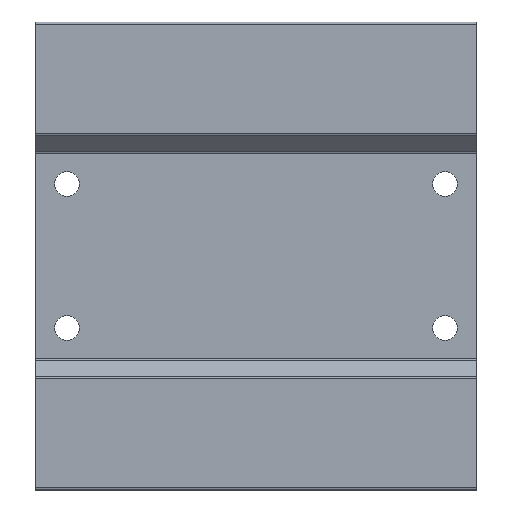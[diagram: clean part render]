
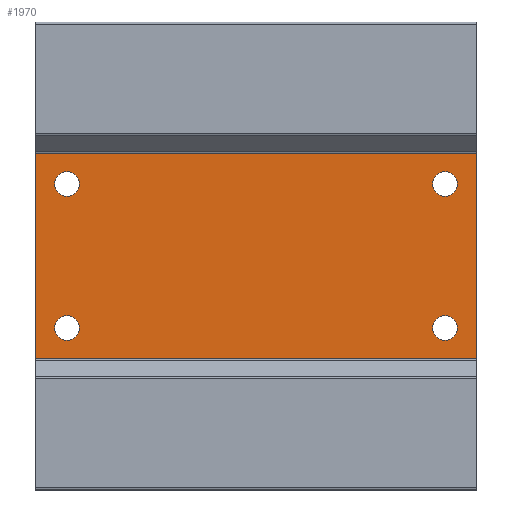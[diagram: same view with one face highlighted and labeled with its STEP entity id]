
A CAD part, front view. The second image highlights one B-rep face of the part: STEP entity #1970.
In plain terms, the highlighted planar face has unit normal (0, -1, 0).
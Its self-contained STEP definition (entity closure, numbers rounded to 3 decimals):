
#18 = EDGE_CURVE ( 'NONE', #2123, #1235, #875, .T. ) ;
#86 = DIRECTION ( 'NONE',  ( 0., 0., 1. ) ) ;
#133 = DIRECTION ( 'NONE',  ( 0., 1., 0. ) ) ;
#168 = VECTOR ( 'NONE', #565, 1000. ) ;
#187 = AXIS2_PLACEMENT_3D ( 'NONE', #2278, #926, #2509 ) ;
#252 = VERTEX_POINT ( 'NONE', #826 ) ;
#256 = CARTESIAN_POINT ( 'NONE',  ( -42., -15., -16. ) ) ;
#273 = DIRECTION ( 'NONE',  ( 0., 1., 0. ) ) ;
#404 = CARTESIAN_POINT ( 'NONE',  ( 49., -15., 23. ) ) ;
#408 = AXIS2_PLACEMENT_3D ( 'NONE', #256, #1860, #485 ) ;
#411 = DIRECTION ( 'NONE',  ( 0., 0., 1. ) ) ;
#431 = VERTEX_POINT ( 'NONE', #1197 ) ;
#449 = CARTESIAN_POINT ( 'NONE',  ( -49., -15., 23. ) ) ;
#451 = FACE_BOUND ( 'NONE', #1701, .T. ) ;
#471 = EDGE_CURVE ( 'NONE', #252, #1910, #2154, .T. ) ;
#485 = DIRECTION ( 'NONE',  ( 0., 0., 1. ) ) ;
#522 = DIRECTION ( 'NONE',  ( 0., 0., 1. ) ) ;
#565 = DIRECTION ( 'NONE',  ( -1., 0., 0. ) ) ;
#599 = CIRCLE ( 'NONE', #187, 2.75 ) ;
#650 = AXIS2_PLACEMENT_3D ( 'NONE', #1181, #1224, #522 ) ;
#730 = CARTESIAN_POINT ( 'NONE',  ( 42., -15., -13.25 ) ) ;
#761 = VERTEX_POINT ( 'NONE', #2791 ) ;
#803 = CARTESIAN_POINT ( 'NONE',  ( -49., -15., 22.793 ) ) ;
#813 = EDGE_CURVE ( 'NONE', #1235, #2123, #2587, .T. ) ;
#821 = VECTOR ( 'NONE', #411, 1000. ) ;
#825 = CARTESIAN_POINT ( 'NONE',  ( -42., -15., 16. ) ) ;
#826 = CARTESIAN_POINT ( 'NONE',  ( -42., -15., -13.25 ) ) ;
#831 = ORIENTED_EDGE ( 'NONE', *, *, #2971, .T. ) ;
#875 = CIRCLE ( 'NONE', #1243, 2.75 ) ;
#879 = CARTESIAN_POINT ( 'NONE',  ( 42., -15., -16. ) ) ;
#882 = CARTESIAN_POINT ( 'NONE',  ( 49., -15., -22.793 ) ) ;
#926 = DIRECTION ( 'NONE',  ( 0., 1., 0. ) ) ;
#933 = PLANE ( 'NONE',  #970 ) ;
#970 = AXIS2_PLACEMENT_3D ( 'NONE', #449, #2519, #1164 ) ;
#1002 = FACE_BOUND ( 'NONE', #2004, .T. ) ;
#1062 = DIRECTION ( 'NONE',  ( 0., 0., 1. ) ) ;
#1070 = DIRECTION ( 'NONE',  ( 0., 0., 1. ) ) ;
#1102 = DIRECTION ( 'NONE',  ( 0., 0., 1. ) ) ;
#1120 = ORIENTED_EDGE ( 'NONE', *, *, #1844, .T. ) ;
#1164 = DIRECTION ( 'NONE',  ( 0., 0., 1. ) ) ;
#1181 = CARTESIAN_POINT ( 'NONE',  ( -42., -15., -16. ) ) ;
#1197 = CARTESIAN_POINT ( 'NONE',  ( -49., -15., -22.793 ) ) ;
#1224 = DIRECTION ( 'NONE',  ( 0., 1., 0. ) ) ;
#1228 = ORIENTED_EDGE ( 'NONE', *, *, #2309, .T. ) ;
#1235 = VERTEX_POINT ( 'NONE', #1742 ) ;
#1243 = AXIS2_PLACEMENT_3D ( 'NONE', #2127, #2112, #2094 ) ;
#1292 = LINE ( 'NONE', #882, #2421 ) ;
#1297 = CIRCLE ( 'NONE', #2169, 2.75 ) ;
#1305 = EDGE_CURVE ( 'NONE', #431, #1655, #2033, .T. ) ;
#1326 = CIRCLE ( 'NONE', #1581, 2.75 ) ;
#1341 = EDGE_LOOP ( 'NONE', ( #1703, #831 ) ) ;
#1353 = EDGE_CURVE ( 'NONE', #761, #2614, #1297, .T. ) ;
#1378 = ORIENTED_EDGE ( 'NONE', *, *, #1305, .F. ) ;
#1406 = LINE ( 'NONE', #2870, #168 ) ;
#1433 = VERTEX_POINT ( 'NONE', #2959 ) ;
#1445 = CARTESIAN_POINT ( 'NONE',  ( 42., -15., 16. ) ) ;
#1522 = AXIS2_PLACEMENT_3D ( 'NONE', #1445, #133, #86 ) ;
#1577 = CIRCLE ( 'NONE', #408, 2.75 ) ;
#1581 = AXIS2_PLACEMENT_3D ( 'NONE', #1644, #273, #1879 ) ;
#1595 = CARTESIAN_POINT ( 'NONE',  ( 49., -15., 22.793 ) ) ;
#1609 = FACE_BOUND ( 'NONE', #2661, .T. ) ;
#1644 = CARTESIAN_POINT ( 'NONE',  ( -42., -15., 16. ) ) ;
#1655 = VERTEX_POINT ( 'NONE', #803 ) ;
#1701 = EDGE_LOOP ( 'NONE', ( #1228, #2477 ) ) ;
#1703 = ORIENTED_EDGE ( 'NONE', *, *, #471, .T. ) ;
#1736 = ORIENTED_EDGE ( 'NONE', *, *, #1353, .T. ) ;
#1742 = CARTESIAN_POINT ( 'NONE',  ( 42., -15., 18.75 ) ) ;
#1770 = ORIENTED_EDGE ( 'NONE', *, *, #18, .T. ) ;
#1813 = ORIENTED_EDGE ( 'NONE', *, *, #2829, .T. ) ;
#1844 = EDGE_CURVE ( 'NONE', #431, #1433, #1292, .T. ) ;
#1860 = DIRECTION ( 'NONE',  ( 0., 1., 0. ) ) ;
#1879 = DIRECTION ( 'NONE',  ( 0., 0., 1. ) ) ;
#1910 = VERTEX_POINT ( 'NONE', #2962 ) ;
#1949 = EDGE_CURVE ( 'NONE', #2614, #761, #599, .T. ) ;
#1970 = ADVANCED_FACE ( 'NONE', ( #2211, #451, #1609, #1002, #2836 ), #933, .F. ) ;
#2004 = EDGE_LOOP ( 'NONE', ( #2867, #1770 ) ) ;
#2030 = LINE ( 'NONE', #404, #821 ) ;
#2033 = LINE ( 'NONE', #2677, #2656 ) ;
#2038 = EDGE_CURVE ( 'NONE', #2692, #2648, #1326, .T. ) ;
#2094 = DIRECTION ( 'NONE',  ( 0., 0., 1. ) ) ;
#2098 = CARTESIAN_POINT ( 'NONE',  ( -42., -15., 18.75 ) ) ;
#2112 = DIRECTION ( 'NONE',  ( 0., 1., 0. ) ) ;
#2123 = VERTEX_POINT ( 'NONE', #2588 ) ;
#2127 = CARTESIAN_POINT ( 'NONE',  ( 42., -15., 16. ) ) ;
#2154 = CIRCLE ( 'NONE', #650, 2.75 ) ;
#2169 = AXIS2_PLACEMENT_3D ( 'NONE', #879, #2465, #1102 ) ;
#2211 = FACE_BOUND ( 'NONE', #1341, .T. ) ;
#2240 = DIRECTION ( 'NONE',  ( 1., 0., 0. ) ) ;
#2278 = CARTESIAN_POINT ( 'NONE',  ( 42., -15., -16. ) ) ;
#2309 = EDGE_CURVE ( 'NONE', #2648, #2692, #2882, .T. ) ;
#2392 = ORIENTED_EDGE ( 'NONE', *, *, #1949, .T. ) ;
#2413 = EDGE_CURVE ( 'NONE', #1433, #2461, #2030, .T. ) ;
#2419 = DIRECTION ( 'NONE',  ( 0., 1., 0. ) ) ;
#2421 = VECTOR ( 'NONE', #2240, 1000. ) ;
#2435 = AXIS2_PLACEMENT_3D ( 'NONE', #825, #2419, #1062 ) ;
#2461 = VERTEX_POINT ( 'NONE', #1595 ) ;
#2465 = DIRECTION ( 'NONE',  ( 0., 1., 0. ) ) ;
#2477 = ORIENTED_EDGE ( 'NONE', *, *, #2038, .T. ) ;
#2509 = DIRECTION ( 'NONE',  ( 0., 0., 1. ) ) ;
#2519 = DIRECTION ( 'NONE',  ( 0., 1., 0. ) ) ;
#2587 = CIRCLE ( 'NONE', #1522, 2.75 ) ;
#2588 = CARTESIAN_POINT ( 'NONE',  ( 42., -15., 13.25 ) ) ;
#2614 = VERTEX_POINT ( 'NONE', #730 ) ;
#2648 = VERTEX_POINT ( 'NONE', #2098 ) ;
#2656 = VECTOR ( 'NONE', #1070, 1000. ) ;
#2661 = EDGE_LOOP ( 'NONE', ( #2392, #1736 ) ) ;
#2677 = CARTESIAN_POINT ( 'NONE',  ( -49., -15., 23. ) ) ;
#2692 = VERTEX_POINT ( 'NONE', #2831 ) ;
#2702 = ORIENTED_EDGE ( 'NONE', *, *, #2413, .T. ) ;
#2780 = EDGE_LOOP ( 'NONE', ( #2702, #1813, #1378, #1120 ) ) ;
#2791 = CARTESIAN_POINT ( 'NONE',  ( 42., -15., -18.75 ) ) ;
#2829 = EDGE_CURVE ( 'NONE', #2461, #1655, #1406, .T. ) ;
#2831 = CARTESIAN_POINT ( 'NONE',  ( -42., -15., 13.25 ) ) ;
#2836 = FACE_OUTER_BOUND ( 'NONE', #2780, .T. ) ;
#2867 = ORIENTED_EDGE ( 'NONE', *, *, #813, .T. ) ;
#2870 = CARTESIAN_POINT ( 'NONE',  ( -49., -15., 22.793 ) ) ;
#2882 = CIRCLE ( 'NONE', #2435, 2.75 ) ;
#2959 = CARTESIAN_POINT ( 'NONE',  ( 49., -15., -22.793 ) ) ;
#2962 = CARTESIAN_POINT ( 'NONE',  ( -42., -15., -18.75 ) ) ;
#2971 = EDGE_CURVE ( 'NONE', #1910, #252, #1577, .T. ) ;
